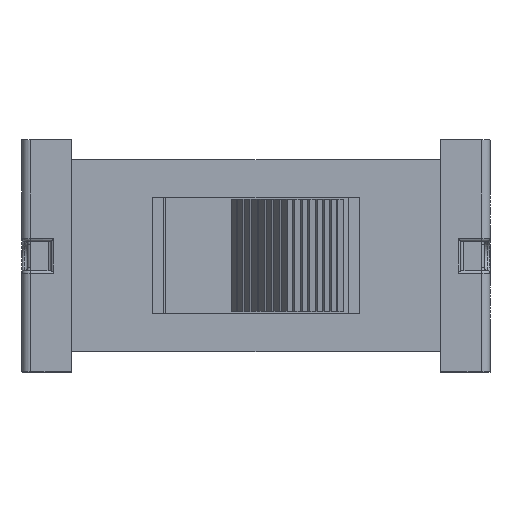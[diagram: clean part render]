
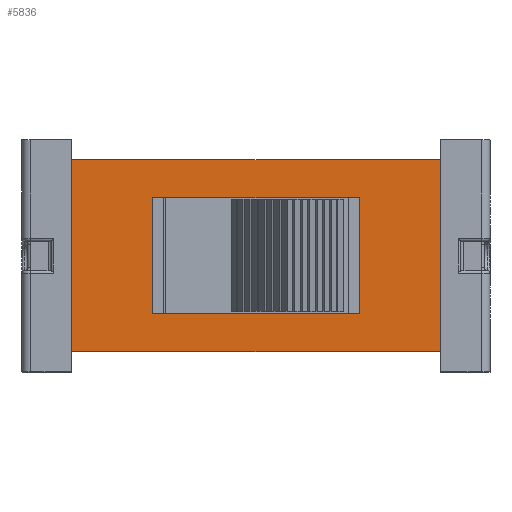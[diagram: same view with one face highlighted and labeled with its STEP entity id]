
A CAD part, top view. The second image highlights one B-rep face of the part: STEP entity #5836.
In plain terms, the highlighted planar face has unit normal (0, 0, 1).
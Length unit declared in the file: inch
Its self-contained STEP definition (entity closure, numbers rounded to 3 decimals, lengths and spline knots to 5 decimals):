
#80=FACE_BOUND('',#678,.T.);
#341=FACE_OUTER_BOUND('',#677,.T.);
#677=EDGE_LOOP('',(#4003,#4004,#4005,#4006));
#678=EDGE_LOOP('',(#4007,#4008,#4009,#4010));
#1039=LINE('',#8464,#1746);
#1047=LINE('',#8481,#1754);
#1130=LINE('',#8653,#1837);
#1131=LINE('',#8654,#1838);
#1132=LINE('',#8657,#1839);
#1133=LINE('',#8659,#1840);
#1134=LINE('',#8661,#1841);
#1135=LINE('',#8662,#1842);
#1746=VECTOR('',#6731,0.3937);
#1754=VECTOR('',#6743,0.3937);
#1837=VECTOR('',#6892,0.3937);
#1838=VECTOR('',#6893,0.3937);
#1839=VECTOR('',#6894,0.3937);
#1840=VECTOR('',#6895,0.3937);
#1841=VECTOR('',#6896,0.3937);
#1842=VECTOR('',#6897,0.3937);
#2457=VERTEX_POINT('',#8461);
#2458=VERTEX_POINT('',#8463);
#2464=VERTEX_POINT('',#8478);
#2465=VERTEX_POINT('',#8480);
#2522=VERTEX_POINT('',#8655);
#2523=VERTEX_POINT('',#8656);
#2524=VERTEX_POINT('',#8658);
#2525=VERTEX_POINT('',#8660);
#3001=EDGE_CURVE('',#2457,#2458,#1039,.T.);
#3009=EDGE_CURVE('',#2464,#2465,#1047,.T.);
#3098=EDGE_CURVE('',#2458,#2464,#1130,.T.);
#3099=EDGE_CURVE('',#2465,#2457,#1131,.T.);
#3100=EDGE_CURVE('',#2522,#2523,#1132,.T.);
#3101=EDGE_CURVE('',#2523,#2524,#1133,.T.);
#3102=EDGE_CURVE('',#2524,#2525,#1134,.T.);
#3103=EDGE_CURVE('',#2525,#2522,#1135,.T.);
#4003=ORIENTED_EDGE('',*,*,#3009,.F.);
#4004=ORIENTED_EDGE('',*,*,#3098,.F.);
#4005=ORIENTED_EDGE('',*,*,#3001,.F.);
#4006=ORIENTED_EDGE('',*,*,#3099,.F.);
#4007=ORIENTED_EDGE('',*,*,#3100,.T.);
#4008=ORIENTED_EDGE('',*,*,#3101,.T.);
#4009=ORIENTED_EDGE('',*,*,#3102,.T.);
#4010=ORIENTED_EDGE('',*,*,#3103,.T.);
#5603=PLANE('',#6204);
#5836=ADVANCED_FACE('',(#341,#80),#5603,.T.);
#6204=AXIS2_PLACEMENT_3D('',#8652,#6890,#6891);
#6731=DIRECTION('',(0.,1.,0.));
#6743=DIRECTION('',(0.,-1.,0.));
#6890=DIRECTION('center_axis',(0.,0.,
1.));
#6891=DIRECTION('ref_axis',(-1.,0.,0.));
#6892=DIRECTION('',(1.,0.,0.));
#6893=DIRECTION('',(-1.,0.,0.));
#6894=DIRECTION('',(0.,1.,0.));
#6895=DIRECTION('',(1.,0.,0.));
#6896=DIRECTION('',(0.,-1.,0.));
#6897=DIRECTION('',(-1.,0.,0.));
#8461=CARTESIAN_POINT('',(-0.25,-0.12992,0.26417));
#8463=CARTESIAN_POINT('',(-0.25,0.12992,0.26417));
#8464=CARTESIAN_POINT('',(-0.25,-0.12992,0.26417));
#8478=CARTESIAN_POINT('',(0.25,0.12992,0.26417));
#8480=CARTESIAN_POINT('',(0.25,-0.12992,0.26417));
#8481=CARTESIAN_POINT('',(0.25,0.12992,0.26417));
#8652=CARTESIAN_POINT('Origin',(0.,0.,
0.26417));
#8653=CARTESIAN_POINT('',(-0.25,0.12992,0.26417));
#8654=CARTESIAN_POINT('',(0.25,-0.12992,0.26417));
#8655=CARTESIAN_POINT('',(-0.13976,-0.07874,0.26417));
#8656=CARTESIAN_POINT('',(-0.13976,0.07874,0.26417));
#8657=CARTESIAN_POINT('',(-0.13976,-0.03937,0.26417));
#8658=CARTESIAN_POINT('',(0.13976,0.07874,0.26417));
#8659=CARTESIAN_POINT('',(-0.06988,0.07874,0.26417));
#8660=CARTESIAN_POINT('',(0.13976,-0.07874,0.26417));
#8661=CARTESIAN_POINT('',(0.13976,0.03937,0.26417));
#8662=CARTESIAN_POINT('',(0.06988,-0.07874,0.26417));
